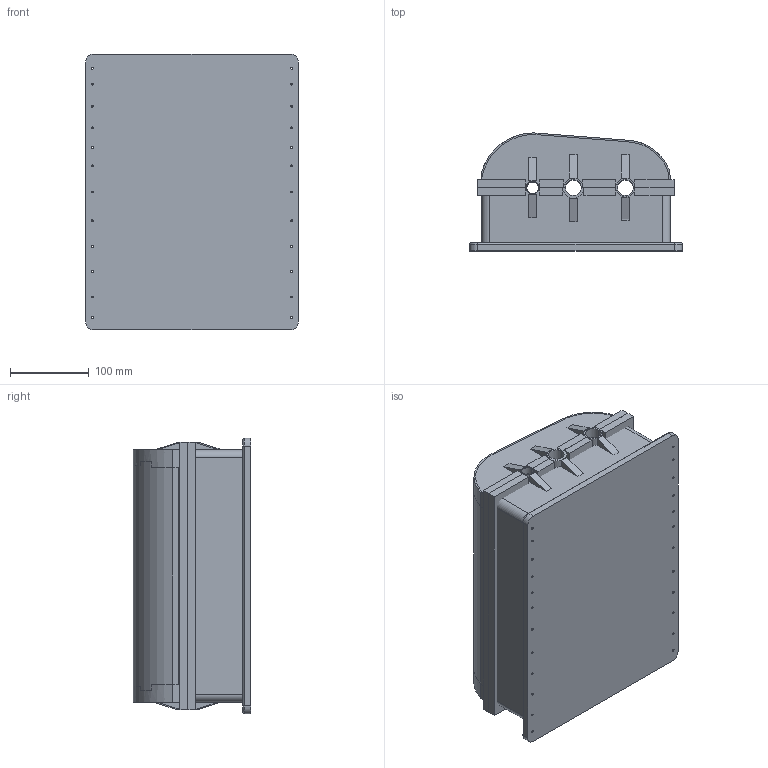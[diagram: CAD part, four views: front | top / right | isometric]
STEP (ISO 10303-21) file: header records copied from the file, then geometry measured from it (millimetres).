
FILE_DESCRIPTION (( 'STEP AP203' ), '1' );
FILE_NAME ('case.STEP', '2022-12-31T18:26:31', ( '' ), ( '' ), 'SwSTEP 2.0', 'SolidWorks 2021', '' );
FILE_SCHEMA (( 'CONFIG_CONTROL_DESIGN' ));
Length unit declared in the file: millimetre
Products named in the file (3): case; case-1 copy; case-1
Assembly tree (2 placements, depth 2):
  case
    case-1
    case-1 copy
Bounding box: 270 x 149.47 x 350 mm (x, y, z)
Volume: 3927702 mm3; surface area: 819486.2 mm2
Topology: 27 solids, 27 shells, 543 faces, 1310 edges, 824 vertices
Faces by surface type: plane 265, cylinder 194, cone 80, torus 4
Entity records: 15879 total; most frequent: DIRECTION 2810, CARTESIAN_POINT 2642, ORIENTED_EDGE 2540, EDGE_CURVE 1270, AXIS2_PLACEMENT_3D 992, VECTOR 826, LINE 826, VERTEX_POINT 824
